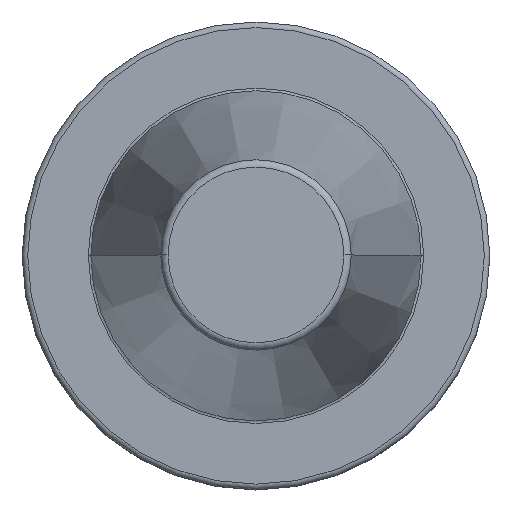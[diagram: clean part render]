
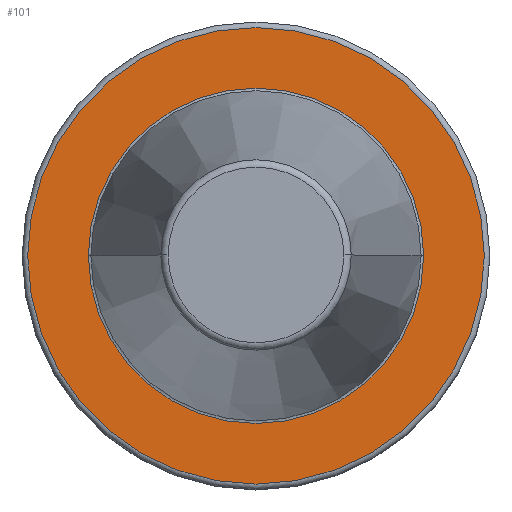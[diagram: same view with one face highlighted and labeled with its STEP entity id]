
A CAD part, top view. The second image highlights one B-rep face of the part: STEP entity #101.
In plain terms, the highlighted planar face has unit normal (0, 0, 1).
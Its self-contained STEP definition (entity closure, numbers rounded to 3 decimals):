
#37=PLANE('',#735);
#46=FACE_BOUND('',#198,.T.);
#47=FACE_BOUND('',#199,.T.);
#101=ADVANCED_FACE('',(#46,#47),#37,.F.);
#198=EDGE_LOOP('',(#377));
#199=EDGE_LOOP('',(#378,#379));
#228=CIRCLE('',#675,22.563);
#230=CIRCLE('',#678,22.563);
#265=CIRCLE('',#733,30.725);
#377=ORIENTED_EDGE('',*,*,#562,.T.);
#378=ORIENTED_EDGE('',*,*,#511,.T.);
#379=ORIENTED_EDGE('',*,*,#509,.T.);
#456=VERTEX_POINT('',#1033);
#459=VERTEX_POINT('',#1038);
#491=VERTEX_POINT('',#1144);
#509=EDGE_CURVE('',#456,#459,#228,.T.);
#511=EDGE_CURVE('',#459,#456,#230,.T.);
#562=EDGE_CURVE('',#491,#491,#265,.T.);
#675=AXIS2_PLACEMENT_3D('',#1039,#799,#800);
#678=AXIS2_PLACEMENT_3D('',#1042,#805,#806);
#733=AXIS2_PLACEMENT_3D('',#1145,#931,#932);
#735=AXIS2_PLACEMENT_3D('',#1147,#935,#936);
#799=DIRECTION('',(0.,0.,-1.));
#800=DIRECTION('',(-1.,0.,0.));
#805=DIRECTION('',(0.,0.,-1.));
#806=DIRECTION('',(-1.,0.,0.));
#931=DIRECTION('',(0.,0.,1.));
#932=DIRECTION('',(-1.,0.,0.));
#935=DIRECTION('',(0.,0.,-1.));
#936=DIRECTION('',(1.,0.,0.));
#1033=CARTESIAN_POINT('',(-22.563,0.,-2.));
#1038=CARTESIAN_POINT('',(22.563,0.,-2.));
#1039=CARTESIAN_POINT('',(0.,0.,-2.));
#1042=CARTESIAN_POINT('',(0.,0.,-2.));
#1144=CARTESIAN_POINT('',(-30.725,0.,-2.));
#1145=CARTESIAN_POINT('',(0.,0.,-2.));
#1147=CARTESIAN_POINT('',(0.,31.475,-2.));
